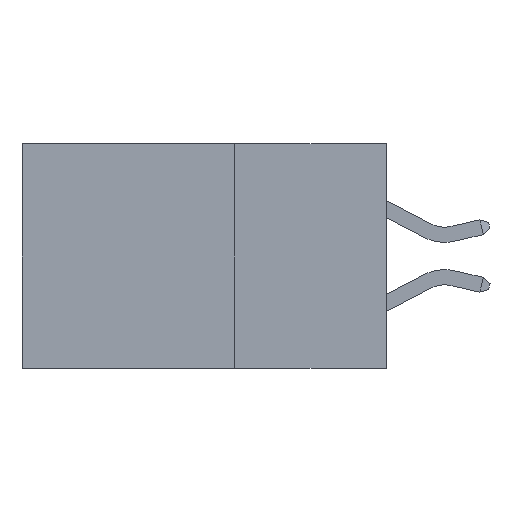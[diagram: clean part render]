
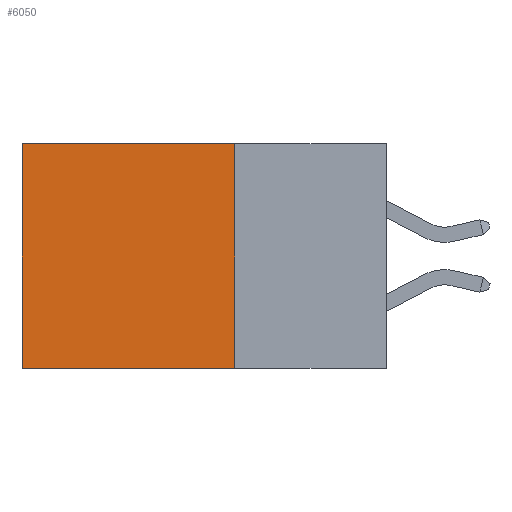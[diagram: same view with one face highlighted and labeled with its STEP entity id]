
A CAD part, left-side view. The second image highlights one B-rep face of the part: STEP entity #6050.
In plain terms, the highlighted planar face has unit normal (-1, 0, 0).
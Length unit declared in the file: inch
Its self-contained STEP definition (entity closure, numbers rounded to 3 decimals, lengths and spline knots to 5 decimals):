
#211 = LINE ( 'NONE', #15878, #12623 ) ;
#354 = LINE ( 'NONE', #14052, #8559 ) ;
#893 = EDGE_CURVE ( 'NONE', #16121, #6018, #16116, .T. ) ;
#2819 = DIRECTION ( 'NONE',  ( 0., 0., -1. ) ) ;
#3245 = EDGE_CURVE ( 'NONE', #15446, #19631, #7895, .T. ) ;
#3736 = FACE_OUTER_BOUND ( 'NONE', #12153, .T. ) ;
#4421 = CARTESIAN_POINT ( 'NONE',  ( 0.2615, 0.6, -0.37 ) ) ;
#4664 = DIRECTION ( 'NONE',  ( 0., 1., 0. ) ) ;
#4787 = CARTESIAN_POINT ( 'NONE',  ( 0.2615, 0.6, 0. ) ) ;
#5100 = CARTESIAN_POINT ( 'NONE',  ( 0.2615, 0.25, -0.37 ) ) ;
#5998 = ORIENTED_EDGE ( 'NONE', *, *, #893, .F. ) ;
#6018 = VERTEX_POINT ( 'NONE', #4421 ) ;
#6024 = EDGE_CURVE ( 'NONE', #15446, #16121, #354, .T. ) ;
#6050 = ADVANCED_FACE ( 'NONE', ( #3736 ), #20249, .F. ) ;
#6198 = DIRECTION ( 'NONE',  ( 1., 0., 0. ) ) ;
#7895 = LINE ( 'NONE', #18726, #15755 ) ;
#8559 = VECTOR ( 'NONE', #2819, 39.37008 ) ;
#9326 = AXIS2_PLACEMENT_3D ( 'NONE', #15661, #6198, #17241 ) ;
#9637 = CARTESIAN_POINT ( 'NONE',  ( 0.2615, 0.25, -0.37 ) ) ;
#10562 = EDGE_CURVE ( 'NONE', #19631, #6018, #211, .T. ) ;
#10830 = ORIENTED_EDGE ( 'NONE', *, *, #6024, .F. ) ;
#12153 = EDGE_LOOP ( 'NONE', ( #17371, #5998, #10830, #20041 ) ) ;
#12623 = VECTOR ( 'NONE', #17461, 39.37008 ) ;
#14052 = CARTESIAN_POINT ( 'NONE',  ( 0.2615, 0.25, -0.37 ) ) ;
#15446 = VERTEX_POINT ( 'NONE', #17739 ) ;
#15609 = VECTOR ( 'NONE', #20003, 39.37008 ) ;
#15661 = CARTESIAN_POINT ( 'NONE',  ( 0.2615, 0.25, -0.37 ) ) ;
#15755 = VECTOR ( 'NONE', #4664, 39.37008 ) ;
#15878 = CARTESIAN_POINT ( 'NONE',  ( 0.2615, 0.6, -0.37 ) ) ;
#16116 = LINE ( 'NONE', #9637, #15609 ) ;
#16121 = VERTEX_POINT ( 'NONE', #5100 ) ;
#17241 = DIRECTION ( 'NONE',  ( 0., 0., -1. ) ) ;
#17371 = ORIENTED_EDGE ( 'NONE', *, *, #10562, .T. ) ;
#17461 = DIRECTION ( 'NONE',  ( 0., 0., -1. ) ) ;
#17739 = CARTESIAN_POINT ( 'NONE',  ( 0.2615, 0.25, 0. ) ) ;
#18726 = CARTESIAN_POINT ( 'NONE',  ( 0.2615, 0.25, 0. ) ) ;
#19631 = VERTEX_POINT ( 'NONE', #4787 ) ;
#20003 = DIRECTION ( 'NONE',  ( 0., 1., 0. ) ) ;
#20041 = ORIENTED_EDGE ( 'NONE', *, *, #3245, .T. ) ;
#20249 = PLANE ( 'NONE',  #9326 ) ;
